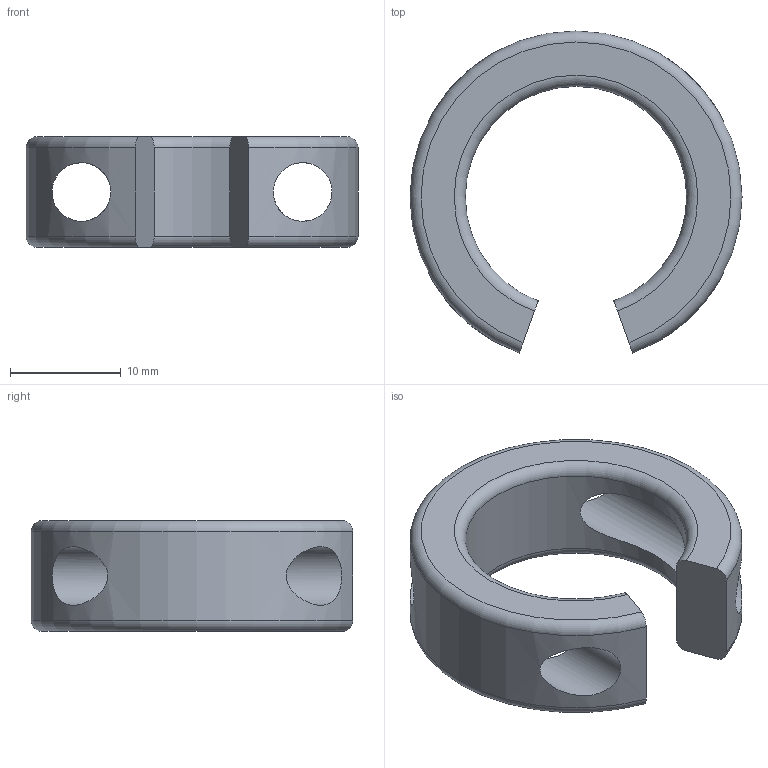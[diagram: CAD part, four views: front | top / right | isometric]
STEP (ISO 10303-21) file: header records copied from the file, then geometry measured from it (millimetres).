
FILE_DESCRIPTION(('FreeCAD Model'),'2;1');
FILE_NAME('Open CASCADE Shape Model','2022-12-31T16:39:56',('Author'),( ''),'Open CASCADE STEP processor 7.6','FreeCAD','Unknown');
FILE_SCHEMA(('AUTOMOTIVE_DESIGN { 1 0 10303 214 1 1 1 1 }'));
Length unit declared in the file: millimetre
Products named in the file (1): Body
Bounding box: 30 x 29.1 x 10 mm (x, y, z)
Volume: 2646.2 mm3; surface area: 2362.7 mm2
Topology: 1 solids, 1 shells, 12 faces, 35 edges, 24 vertices
Faces by surface type: plane 4, cylinder 4, torus 4
Full cylindrical faces by diameter (mm): 5.3 x2
Entity records: 6731 total; most frequent: CARTESIAN_POINT 6073, DIRECTION 91, ORIENTED_EDGE 70, PCURVE 70, DEFINITIONAL_REPRESENTATION 70, B_SPLINE_CURVE_WITH_KNOTS 48, LINE 45, VECTOR 45
